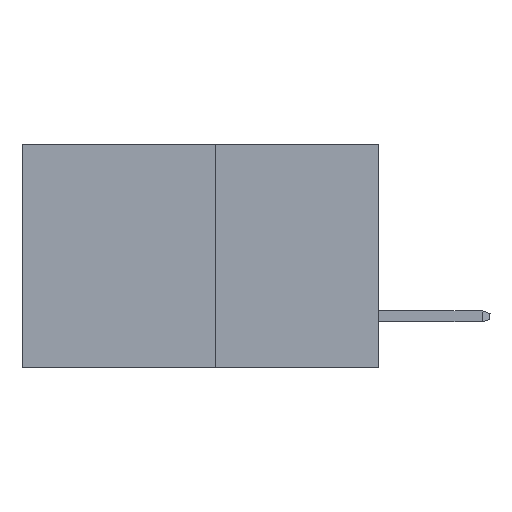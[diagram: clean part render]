
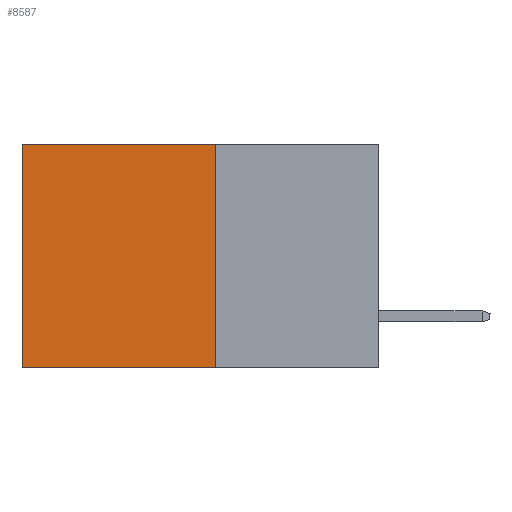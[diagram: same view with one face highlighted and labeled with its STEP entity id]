
A CAD part, left-side view. The second image highlights one B-rep face of the part: STEP entity #8587.
In plain terms, the highlighted planar face has unit normal (-1, 0, 0).
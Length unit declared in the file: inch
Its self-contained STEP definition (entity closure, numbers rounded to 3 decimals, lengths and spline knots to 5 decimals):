
#688 = CARTESIAN_POINT ( 'NONE',  ( 0.277, 0.27, -0.37 ) ) ;
#740 = VECTOR ( 'NONE', #7954, 39.37008 ) ;
#1097 = CARTESIAN_POINT ( 'NONE',  ( 0.277, 0.27, -0.37 ) ) ;
#1424 = EDGE_CURVE ( 'NONE', #8017, #4014, #8860, .T. ) ;
#1567 = CARTESIAN_POINT ( 'NONE',  ( 0.277, 0.27, -0.37 ) ) ;
#1636 = LINE ( 'NONE', #688, #3370 ) ;
#1709 = CARTESIAN_POINT ( 'NONE',  ( 0.277, 0.27, 0. ) ) ;
#2491 = VECTOR ( 'NONE', #2825, 39.37008 ) ;
#2497 = ORIENTED_EDGE ( 'NONE', *, *, #8893, .F. ) ;
#2615 = CARTESIAN_POINT ( 'NONE',  ( 0.277, 0.59, -0.37 ) ) ;
#2757 = LINE ( 'NONE', #2966, #2491 ) ;
#2821 = DIRECTION ( 'NONE',  ( 0., 0., -1. ) ) ;
#2825 = DIRECTION ( 'NONE',  ( 0., 1., 0. ) ) ;
#2842 = CARTESIAN_POINT ( 'NONE',  ( 0.277, 0.59, -0.37 ) ) ;
#2966 = CARTESIAN_POINT ( 'NONE',  ( 0.277, 0.27, -0.37 ) ) ;
#3074 = ORIENTED_EDGE ( 'NONE', *, *, #1424, .T. ) ;
#3263 = DIRECTION ( 'NONE',  ( 0., 0., -1. ) ) ;
#3370 = VECTOR ( 'NONE', #5796, 39.37008 ) ;
#4014 = VERTEX_POINT ( 'NONE', #2842 ) ;
#4607 = FACE_OUTER_BOUND ( 'NONE', #10041, .T. ) ;
#5314 = LINE ( 'NONE', #6368, #740 ) ;
#5339 = VERTEX_POINT ( 'NONE', #1709 ) ;
#5428 = CARTESIAN_POINT ( 'NONE',  ( 0.277, 0.59, 0. ) ) ;
#5796 = DIRECTION ( 'NONE',  ( 0., 0., -1. ) ) ;
#6300 = ORIENTED_EDGE ( 'NONE', *, *, #6540, .F. ) ;
#6368 = CARTESIAN_POINT ( 'NONE',  ( 0.277, 0.27, 0. ) ) ;
#6540 = EDGE_CURVE ( 'NONE', #8920, #4014, #2757, .T. ) ;
#6748 = VECTOR ( 'NONE', #3263, 39.37008 ) ;
#7039 = PLANE ( 'NONE',  #8589 ) ;
#7509 = EDGE_CURVE ( 'NONE', #5339, #8017, #5314, .T. ) ;
#7801 = DIRECTION ( 'NONE',  ( 1., 0., 0. ) ) ;
#7954 = DIRECTION ( 'NONE',  ( 0., 1., 0. ) ) ;
#8017 = VERTEX_POINT ( 'NONE', #5428 ) ;
#8587 = ADVANCED_FACE ( 'NONE', ( #4607 ), #7039, .F. ) ;
#8589 = AXIS2_PLACEMENT_3D ( 'NONE', #1097, #7801, #2821 ) ;
#8860 = LINE ( 'NONE', #2615, #6748 ) ;
#8893 = EDGE_CURVE ( 'NONE', #5339, #8920, #1636, .T. ) ;
#8920 = VERTEX_POINT ( 'NONE', #1567 ) ;
#9303 = ORIENTED_EDGE ( 'NONE', *, *, #7509, .T. ) ;
#10041 = EDGE_LOOP ( 'NONE', ( #3074, #6300, #2497, #9303 ) ) ;
